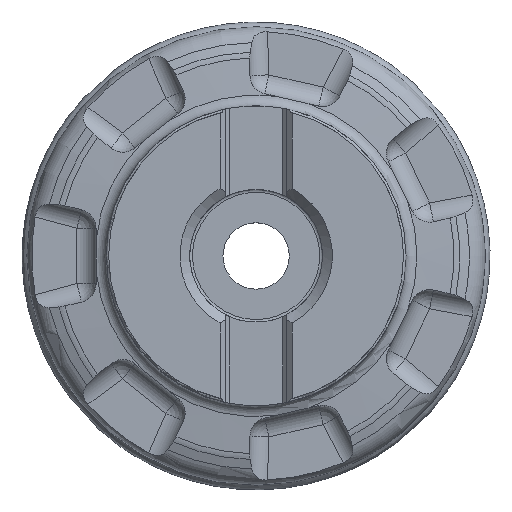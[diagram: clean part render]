
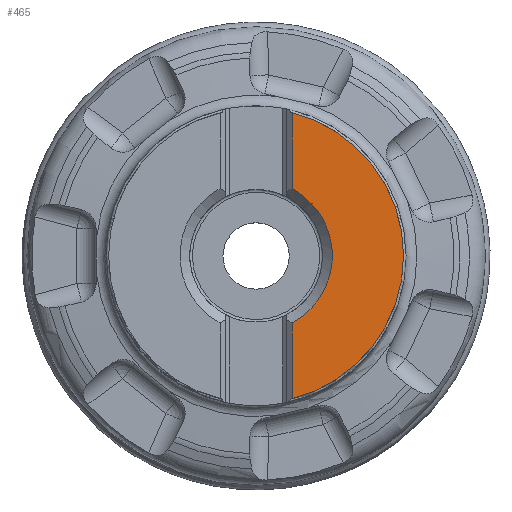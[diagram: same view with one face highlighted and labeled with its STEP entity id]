
A CAD part, top view. The second image highlights one B-rep face of the part: STEP entity #465.
In plain terms, the highlighted planar face has unit normal (0, 0, 1).
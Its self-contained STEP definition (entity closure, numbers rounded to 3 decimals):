
#169=PLANE('',#2151);
#252=FACE_OUTER_BOUND('',#773,.T.);
#465=ADVANCED_FACE('CU_BACK_F001',(#252),#169,.F.);
#528=LINE('',#2812,#573);
#529=LINE('',#2833,#574);
#573=VECTOR('',#2260,1.);
#574=VECTOR('',#2265,1.);
#773=EDGE_LOOP('',(#1232,#1233,#1234,#1235));
#1232=ORIENTED_EDGE('',*,*,#1739,.F.);
#1233=ORIENTED_EDGE('',*,*,#1540,.T.);
#1234=ORIENTED_EDGE('',*,*,#1742,.T.);
#1235=ORIENTED_EDGE('',*,*,#1543,.T.);
#1357=VERTEX_POINT('',#2788);
#1359=VERTEX_POINT('',#2811);
#1361=VERTEX_POINT('',#2832);
#1362=VERTEX_POINT('',#2834);
#1540=EDGE_CURVE('',#1357,#1359,#528,.T.);
#1543=EDGE_CURVE('',#1362,#1361,#529,.T.);
#1739=EDGE_CURVE('',#1357,#1361,#1851,.T.);
#1742=EDGE_CURVE('',#1359,#1362,#1854,.T.);
#1851=CIRCLE('',#2145,30.);
#1854=CIRCLE('',#2150,15.505);
#2145=AXIS2_PLACEMENT_3D('',#3838,#2583,#2584);
#2150=AXIS2_PLACEMENT_3D('',#3843,#2593,#2594);
#2151=AXIS2_PLACEMENT_3D('',#3844,#2595,#2596);
#2260=DIRECTION('',(0.,-1.,0.));
#2265=DIRECTION('',(0.,-1.,0.));
#2583=DIRECTION('',(0.,0.,-1.));
#2584=DIRECTION('',(1.,0.,0.));
#2593=DIRECTION('',(0.,0.,-1.));
#2594=DIRECTION('',(1.,0.,0.));
#2595=DIRECTION('',(0.,0.,-1.));
#2596=DIRECTION('',(-1.,0.,0.));
#2788=CARTESIAN_POINT('',(7.328,29.091,0.));
#2811=CARTESIAN_POINT('',(7.328,13.665,0.));
#2812=CARTESIAN_POINT('',(7.328,0.,0.));
#2832=CARTESIAN_POINT('',(7.328,-29.091,0.));
#2833=CARTESIAN_POINT('',(7.328,0.,0.));
#2834=CARTESIAN_POINT('',(7.328,-13.665,0.));
#3838=CARTESIAN_POINT('',(0.,0.,0.));
#3843=CARTESIAN_POINT('',(0.,0.,0.));
#3844=CARTESIAN_POINT('',(-30.,0.,0.));
